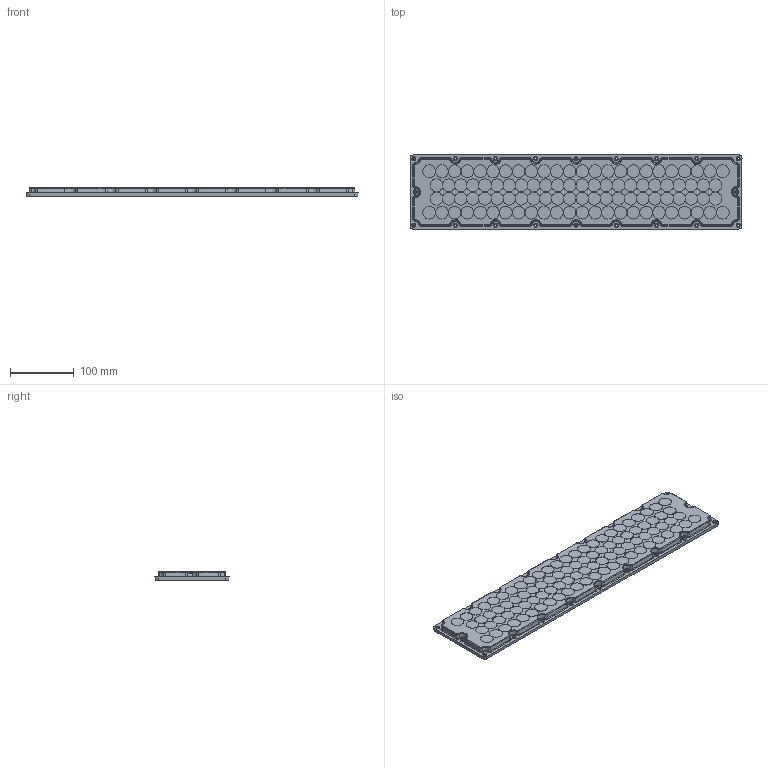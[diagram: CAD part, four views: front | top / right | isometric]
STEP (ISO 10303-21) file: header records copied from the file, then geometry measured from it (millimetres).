
FILE_DESCRIPTION (( 'STEP AP203' ), '1' );
FILE_NAME ('L288_QCD116520-96H1-T20-20200717-KH.stp', '2021-06-24T02:30:46', ( 'Windows 蚚誧' ), ( '' ), 'SwSTEP 2.0', 'SolidWorks 2019', '' );
FILE_SCHEMA (( 'CONFIG_CONTROL_DESIGN' ));
Products named in the file (1): L288_QCD116520-96H1-T20-20200717-KH
Bounding box: 520 x 116 x 13.93 mm (x, y, z)
Volume: 336934.4 mm3; surface area: 182772.8 mm2
Topology: 1 solids, 1 shells, 2248 faces, 5961 edges, 3844 vertices
Faces by surface type: bspline 830, cone 537, plane 520, cylinder 361
Entity records: 153161 total; most frequent: CARTESIAN_POINT 106570, ORIENTED_EDGE 11920, DIRECTION 6356, EDGE_CURVE 5960, VERTEX_POINT 3844, B_SPLINE_CURVE_WITH_KNOTS 3416, AXIS2_PLACEMENT_3D 2541, EDGE_LOOP 2418
